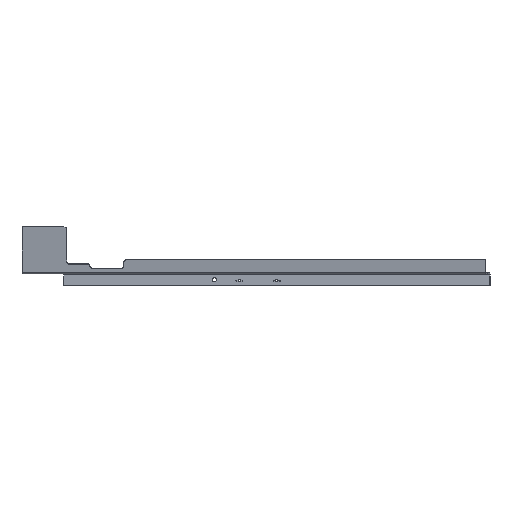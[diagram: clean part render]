
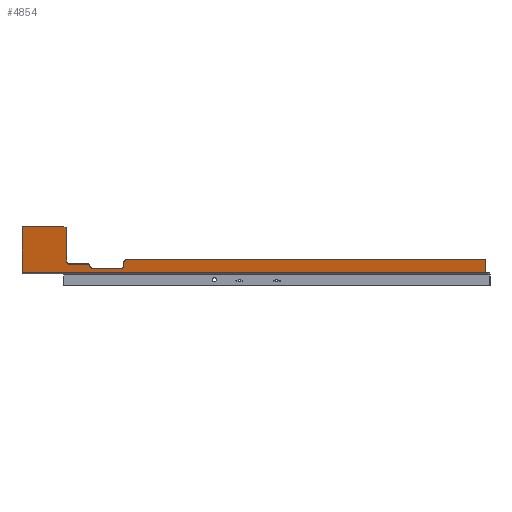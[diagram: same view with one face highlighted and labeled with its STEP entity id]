
A CAD part, front view. The second image highlights one B-rep face of the part: STEP entity #4854.
In plain terms, the highlighted planar face has unit normal (0, -0.985, -0.17).
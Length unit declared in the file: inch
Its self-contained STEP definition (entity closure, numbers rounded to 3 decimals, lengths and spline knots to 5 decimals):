
#34 = LINE ( 'NONE', #4328, #5161 ) ;
#37 = AXIS2_PLACEMENT_3D ( 'NONE', #1556, #3165, #1626 ) ;
#43 = AXIS2_PLACEMENT_3D ( 'NONE', #1936, #2745, #2331 ) ;
#60 = EDGE_CURVE ( 'NONE', #3664, #2186, #742, .T. ) ;
#75 = DIRECTION ( 'NONE',  ( 0., 0.985, 0.17 ) ) ;
#140 = VECTOR ( 'NONE', #157, 39.37008 ) ;
#157 = DIRECTION ( 'NONE',  ( 1., 0., 0. ) ) ;
#181 = ORIENTED_EDGE ( 'NONE', *, *, #292, .T. ) ;
#190 = CARTESIAN_POINT ( 'NONE',  ( 7.2, -0.32129, 0.69147 ) ) ;
#196 = CARTESIAN_POINT ( 'NONE',  ( -5., -0.2361, 0.19878 ) ) ;
#292 = EDGE_CURVE ( 'NONE', #3189, #4698, #34, .T. ) ;
#323 = ORIENTED_EDGE ( 'NONE', *, *, #1193, .T. ) ;
#352 = EDGE_CURVE ( 'NONE', #2935, #2948, #3613, .T. ) ;
#442 = VERTEX_POINT ( 'NONE', #4139 ) ;
#446 = EDGE_CURVE ( 'NONE', #4209, #3277, #3254, .T. ) ;
#570 = CARTESIAN_POINT ( 'NONE',  ( 3.38, -0.32129, 0.69147 ) ) ;
#577 = CARTESIAN_POINT ( 'NONE',  ( 0.38, -0.40648, 1.18415 ) ) ;
#586 = EDGE_CURVE ( 'NONE', #2365, #1957, #693, .T. ) ;
#598 = VERTEX_POINT ( 'NONE', #3800 ) ;
#693 = LINE ( 'NONE', #190, #2499 ) ;
#732 = ORIENTED_EDGE ( 'NONE', *, *, #4877, .F. ) ;
#742 = CIRCLE ( 'NONE', #1499, 0.25 ) ;
#762 = CARTESIAN_POINT ( 'NONE',  ( 0.63, -0.40648, 1.18415 ) ) ;
#764 = VERTEX_POINT ( 'NONE', #3899 ) ;
#799 = CARTESIAN_POINT ( 'NONE',  ( 3.13, -0.32129, 0.69147 ) ) ;
#836 = DIRECTION ( 'NONE',  ( 0., 0.985, 0.17 ) ) ;
#849 = ORIENTED_EDGE ( 'NONE', *, *, #586, .F. ) ;
#1058 = CARTESIAN_POINT ( 'NONE',  ( 0., -1.18142, 5.66592 ) ) ;
#1193 = EDGE_CURVE ( 'NONE', #598, #1957, #2276, .T. ) ;
#1244 = CARTESIAN_POINT ( 'NONE',  ( 0.2375, -1.16215, 5.55447 ) ) ;
#1278 = CARTESIAN_POINT ( 'NONE',  ( 0.63, -0.44907, 1.4305 ) ) ;
#1382 = CARTESIAN_POINT ( 'NONE',  ( 50.53311, -0.2361, 0.19878 ) ) ;
#1432 = ORIENTED_EDGE ( 'NONE', *, *, #4189, .T. ) ;
#1436 = LINE ( 'NONE', #5109, #2547 ) ;
#1450 = ORIENTED_EDGE ( 'NONE', *, *, #352, .F. ) ;
#1455 = ORIENTED_EDGE ( 'NONE', *, *, #3922, .F. ) ;
#1499 = AXIS2_PLACEMENT_3D ( 'NONE', #1278, #75, #3315 ) ;
#1532 = DIRECTION ( 'NONE',  ( 0., 0.17, -0.985 ) ) ;
#1556 = CARTESIAN_POINT ( 'NONE',  ( 2.88, -0.36388, 0.93781 ) ) ;
#1621 = FACE_OUTER_BOUND ( 'NONE', #2660, .T. ) ;
#1626 = DIRECTION ( 'NONE',  ( 0., -0.17, 0.985 ) ) ;
#1637 = VECTOR ( 'NONE', #2983, 39.37008 ) ;
#1647 = ORIENTED_EDGE ( 'NONE', *, *, #4697, .T. ) ;
#1714 = CIRCLE ( 'NONE', #37, 0.25 ) ;
#1732 = VECTOR ( 'NONE', #1962, 39.37008 ) ;
#1742 = DIRECTION ( 'NONE',  ( 0., -0.985, -0.17 ) ) ;
#1750 = VECTOR ( 'NONE', #5136, 39.37008 ) ;
#1868 = LINE ( 'NONE', #1058, #4717 ) ;
#1873 = CARTESIAN_POINT ( 'NONE',  ( 7.2, -0.44907, 1.4305 ) ) ;
#1881 = CIRCLE ( 'NONE', #4788, 0.25 ) ;
#1890 = CIRCLE ( 'NONE', #43, 0.25 ) ;
#1936 = CARTESIAN_POINT ( 'NONE',  ( 3.38, -0.36388, 0.93781 ) ) ;
#1957 = VERTEX_POINT ( 'NONE', #1873 ) ;
#1962 = DIRECTION ( 'NONE',  ( -1., 0., 0. ) ) ;
#2077 = VECTOR ( 'NONE', #2554, 39.37008 ) ;
#2128 = CARTESIAN_POINT ( 'NONE',  ( -5., -1.18142, 5.66592 ) ) ;
#2186 = VERTEX_POINT ( 'NONE', #2467 ) ;
#2195 = EDGE_CURVE ( 'NONE', #4528, #3189, #1881, .T. ) ;
#2200 = CARTESIAN_POINT ( 'NONE',  ( 0.38, -1.12369, 5.33206 ) ) ;
#2230 = DIRECTION ( 'NONE',  ( 0., -0.17, 0.985 ) ) ;
#2276 = CIRCLE ( 'NONE', #3435, 0.25 ) ;
#2287 = ORIENTED_EDGE ( 'NONE', *, *, #3132, .F. ) ;
#2309 = EDGE_CURVE ( 'NONE', #3277, #4698, #1868, .T. ) ;
#2331 = DIRECTION ( 'NONE',  ( 0., -0.17, 0.985 ) ) ;
#2337 = LINE ( 'NONE', #1382, #3135 ) ;
#2341 = ORIENTED_EDGE ( 'NONE', *, *, #2195, .T. ) ;
#2365 = VERTEX_POINT ( 'NONE', #3110 ) ;
#2369 = ORIENTED_EDGE ( 'NONE', *, *, #2309, .F. ) ;
#2402 = DIRECTION ( 'NONE',  ( 0., -0.17, 0.985 ) ) ;
#2425 = VERTEX_POINT ( 'NONE', #4340 ) ;
#2427 = CARTESIAN_POINT ( 'NONE',  ( 7.45, -0.44907, 1.4305 ) ) ;
#2467 = CARTESIAN_POINT ( 'NONE',  ( 0.38, -0.44907, 1.4305 ) ) ;
#2499 = VECTOR ( 'NONE', #3044, 39.37008 ) ;
#2547 = VECTOR ( 'NONE', #1532, 39.37008 ) ;
#2554 = DIRECTION ( 'NONE',  ( 0., -0.17, 0.985 ) ) ;
#2660 = EDGE_LOOP ( 'NONE', ( #3775, #323, #849, #1647, #1450, #4174, #4333, #732, #4727, #2287, #2341, #181, #2369, #2981, #1432, #1455 ) ) ;
#2689 = VERTEX_POINT ( 'NONE', #4599 ) ;
#2745 = DIRECTION ( 'NONE',  ( 0., 0.985, 0.17 ) ) ;
#2762 = DIRECTION ( 'NONE',  ( -0.903, -0.073, 0.424 ) ) ;
#2845 = EDGE_CURVE ( 'NONE', #2935, #2425, #1890, .T. ) ;
#2935 = VERTEX_POINT ( 'NONE', #570 ) ;
#2948 = VERTEX_POINT ( 'NONE', #3753 ) ;
#2981 = ORIENTED_EDGE ( 'NONE', *, *, #446, .F. ) ;
#2983 = DIRECTION ( 'NONE',  ( 0., 0.17, -0.985 ) ) ;
#2994 = DIRECTION ( 'NONE',  ( 1., 0., 0. ) ) ;
#3044 = DIRECTION ( 'NONE',  ( 0., -0.17, 0.985 ) ) ;
#3063 = CARTESIAN_POINT ( 'NONE',  ( 50.53311, -0.1988, -0.01691 ) ) ;
#3110 = CARTESIAN_POINT ( 'NONE',  ( 7.2, -0.36388, 0.93781 ) ) ;
#3132 = EDGE_CURVE ( 'NONE', #4528, #2186, #1436, .T. ) ;
#3135 = VECTOR ( 'NONE', #2994, 39.37008 ) ;
#3165 = DIRECTION ( 'NONE',  ( 0., -0.985, -0.17 ) ) ;
#3189 = VERTEX_POINT ( 'NONE', #1244 ) ;
#3212 = PLANE ( 'NONE',  #4384 ) ;
#3254 = LINE ( 'NONE', #3306, #2077 ) ;
#3277 = VERTEX_POINT ( 'NONE', #2128 ) ;
#3306 = CARTESIAN_POINT ( 'NONE',  ( -5., -0.1988, -0.01691 ) ) ;
#3315 = DIRECTION ( 'NONE',  ( 0., -0.17, 0.985 ) ) ;
#3435 = AXIS2_PLACEMENT_3D ( 'NONE', #2427, #4013, #2402 ) ;
#3575 = LINE ( 'NONE', #3991, #1732 ) ;
#3577 = EDGE_CURVE ( 'NONE', #2425, #2689, #1714, .T. ) ;
#3613 = LINE ( 'NONE', #799, #1750 ) ;
#3624 = DIRECTION ( 'NONE',  ( 0., 0.17, -0.985 ) ) ;
#3664 = VERTEX_POINT ( 'NONE', #762 ) ;
#3753 = CARTESIAN_POINT ( 'NONE',  ( 6.95, -0.32129, 0.69147 ) ) ;
#3775 = ORIENTED_EDGE ( 'NONE', *, *, #4761, .T. ) ;
#3800 = CARTESIAN_POINT ( 'NONE',  ( 7.45, -0.49167, 1.67684 ) ) ;
#3899 = CARTESIAN_POINT ( 'NONE',  ( 50.53311, -0.49167, 1.67684 ) ) ;
#3922 = EDGE_CURVE ( 'NONE', #764, #442, #4575, .T. ) ;
#3991 = CARTESIAN_POINT ( 'NONE',  ( 8.5, -0.49167, 1.67684 ) ) ;
#4013 = DIRECTION ( 'NONE',  ( 0., -0.985, -0.17 ) ) ;
#4024 = CARTESIAN_POINT ( 'NONE',  ( 0.13, -1.12369, 5.33206 ) ) ;
#4139 = CARTESIAN_POINT ( 'NONE',  ( 50.53311, -0.2361, 0.19878 ) ) ;
#4142 = AXIS2_PLACEMENT_3D ( 'NONE', #4237, #5047, #2230 ) ;
#4174 = ORIENTED_EDGE ( 'NONE', *, *, #2845, .T. ) ;
#4189 = EDGE_CURVE ( 'NONE', #4209, #442, #2337, .T. ) ;
#4209 = VERTEX_POINT ( 'NONE', #196 ) ;
#4237 = CARTESIAN_POINT ( 'NONE',  ( 6.95, -0.36388, 0.93781 ) ) ;
#4328 = CARTESIAN_POINT ( 'NONE',  ( 0., -1.18142, 5.66592 ) ) ;
#4333 = ORIENTED_EDGE ( 'NONE', *, *, #3577, .T. ) ;
#4340 = CARTESIAN_POINT ( 'NONE',  ( 3.13, -0.36388, 0.93781 ) ) ;
#4384 = AXIS2_PLACEMENT_3D ( 'NONE', #4801, #836, #3624 ) ;
#4458 = LINE ( 'NONE', #577, #140 ) ;
#4528 = VERTEX_POINT ( 'NONE', #2200 ) ;
#4575 = LINE ( 'NONE', #3063, #1637 ) ;
#4599 = CARTESIAN_POINT ( 'NONE',  ( 2.88, -0.40648, 1.18415 ) ) ;
#4697 = EDGE_CURVE ( 'NONE', #2365, #2948, #4895, .T. ) ;
#4698 = VERTEX_POINT ( 'NONE', #4702 ) ;
#4702 = CARTESIAN_POINT ( 'NONE',  ( 0., -1.18142, 5.66592 ) ) ;
#4717 = VECTOR ( 'NONE', #5077, 39.37008 ) ;
#4727 = ORIENTED_EDGE ( 'NONE', *, *, #60, .T. ) ;
#4761 = EDGE_CURVE ( 'NONE', #764, #598, #3575, .T. ) ;
#4788 = AXIS2_PLACEMENT_3D ( 'NONE', #4024, #1742, #4948 ) ;
#4801 = CARTESIAN_POINT ( 'NONE',  ( 0., -0.1988, -0.01691 ) ) ;
#4854 = ADVANCED_FACE ( 'NONE', ( #1621 ), #3212, .F. ) ;
#4877 = EDGE_CURVE ( 'NONE', #3664, #2689, #4458, .T. ) ;
#4895 = CIRCLE ( 'NONE', #4142, 0.25 ) ;
#4948 = DIRECTION ( 'NONE',  ( 0., -0.17, 0.985 ) ) ;
#5047 = DIRECTION ( 'NONE',  ( 0., 0.985, 0.17 ) ) ;
#5077 = DIRECTION ( 'NONE',  ( 1., 0., 0. ) ) ;
#5109 = CARTESIAN_POINT ( 'NONE',  ( 0.38, -1.15058, 5.48759 ) ) ;
#5136 = DIRECTION ( 'NONE',  ( 1., 0., 0. ) ) ;
#5161 = VECTOR ( 'NONE', #2762, 39.37008 ) ;
